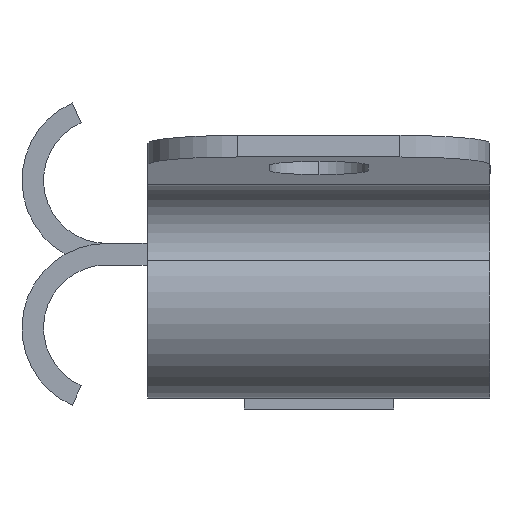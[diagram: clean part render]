
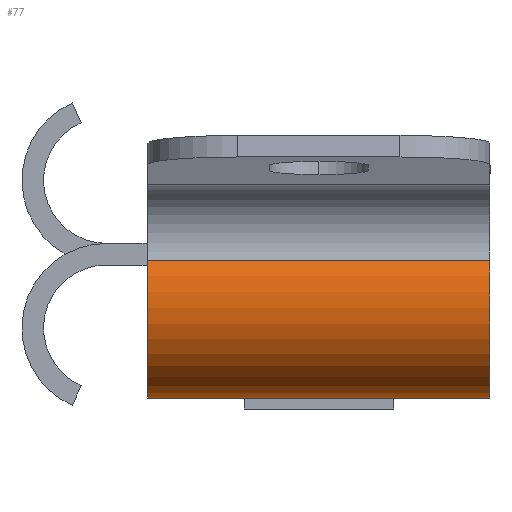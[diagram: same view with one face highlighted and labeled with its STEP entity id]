
A CAD part, left-side view. The second image highlights one B-rep face of the part: STEP entity #77.
In plain terms, the highlighted cylindrical face has radius 5.4 mm (diameter 10.8 mm), a partial arc.
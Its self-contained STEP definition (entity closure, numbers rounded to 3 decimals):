
#45 = VERTEX_POINT ( 'NONE', #266 ) ;
#46 = CARTESIAN_POINT ( 'NONE',  ( -105., 9.5, -2. ) ) ;
#77 = ADVANCED_FACE ( 'NONE', ( #2114 ), #2799, .T. ) ;
#119 = CARTESIAN_POINT ( 'NONE',  ( -105., 9.5, -7.4 ) ) ;
#191 = LINE ( 'NONE', #1271, #607 ) ;
#225 = CARTESIAN_POINT ( 'NONE',  ( -105., -9.5, -7.4 ) ) ;
#231 = ORIENTED_EDGE ( 'NONE', *, *, #4769, .T. ) ;
#266 = CARTESIAN_POINT ( 'NONE',  ( -109.918, -9.5, 0.231 ) ) ;
#316 = ORIENTED_EDGE ( 'NONE', *, *, #945, .F. ) ;
#430 = CIRCLE ( 'NONE', #3147, 5.4 ) ;
#442 = CARTESIAN_POINT ( 'NONE',  ( -109.918, 9.5, 0.231 ) ) ;
#536 = DIRECTION ( 'NONE',  ( 0., -1., 0. ) ) ;
#607 = VECTOR ( 'NONE', #536, 1000. ) ;
#855 = EDGE_CURVE ( 'NONE', #2346, #45, #3851, .T. ) ;
#945 = EDGE_CURVE ( 'NONE', #1718, #45, #4051, .T. ) ;
#1208 = DIRECTION ( 'NONE',  ( 0., -1., 0. ) ) ;
#1271 = CARTESIAN_POINT ( 'NONE',  ( -105., 9.5, -7.4 ) ) ;
#1529 = ORIENTED_EDGE ( 'NONE', *, *, #855, .T. ) ;
#1681 = DIRECTION ( 'NONE',  ( 0., 0., -1. ) ) ;
#1718 = VERTEX_POINT ( 'NONE', #442 ) ;
#1853 = EDGE_LOOP ( 'NONE', ( #4206, #231, #1529, #316 ) ) ;
#1891 = VERTEX_POINT ( 'NONE', #119 ) ;
#1901 = DIRECTION ( 'NONE',  ( 0., 1., 0. ) ) ;
#2114 = FACE_OUTER_BOUND ( 'NONE', #1853, .T. ) ;
#2287 = CARTESIAN_POINT ( 'NONE',  ( -105., -9.5, -2. ) ) ;
#2346 = VERTEX_POINT ( 'NONE', #225 ) ;
#2536 = CARTESIAN_POINT ( 'NONE',  ( -105., 9.5, -2. ) ) ;
#2643 = AXIS2_PLACEMENT_3D ( 'NONE', #2287, #1901, #5120 ) ;
#2799 = CYLINDRICAL_SURFACE ( 'NONE', #3186, 5.4 ) ;
#2855 = EDGE_CURVE ( 'NONE', #1891, #1718, #430, .T. ) ;
#3147 = AXIS2_PLACEMENT_3D ( 'NONE', #2536, #5052, #3358 ) ;
#3186 = AXIS2_PLACEMENT_3D ( 'NONE', #46, #1208, #1681 ) ;
#3215 = DIRECTION ( 'NONE',  ( 0., -1., 0. ) ) ;
#3358 = DIRECTION ( 'NONE',  ( 0., 0., -1. ) ) ;
#3512 = VECTOR ( 'NONE', #3215, 1000. ) ;
#3851 = CIRCLE ( 'NONE', #2643, 5.4 ) ;
#4051 = LINE ( 'NONE', #5225, #3512 ) ;
#4206 = ORIENTED_EDGE ( 'NONE', *, *, #2855, .F. ) ;
#4769 = EDGE_CURVE ( 'NONE', #1891, #2346, #191, .T. ) ;
#5052 = DIRECTION ( 'NONE',  ( 0., 1., 0. ) ) ;
#5120 = DIRECTION ( 'NONE',  ( 0., 0., -1. ) ) ;
#5225 = CARTESIAN_POINT ( 'NONE',  ( -109.918, 9.5, 0.231 ) ) ;
